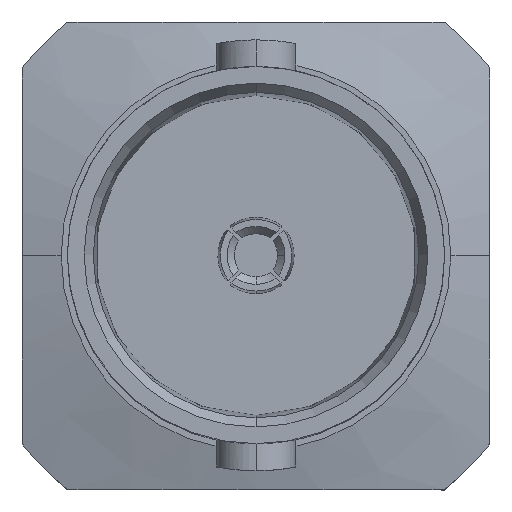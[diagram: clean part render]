
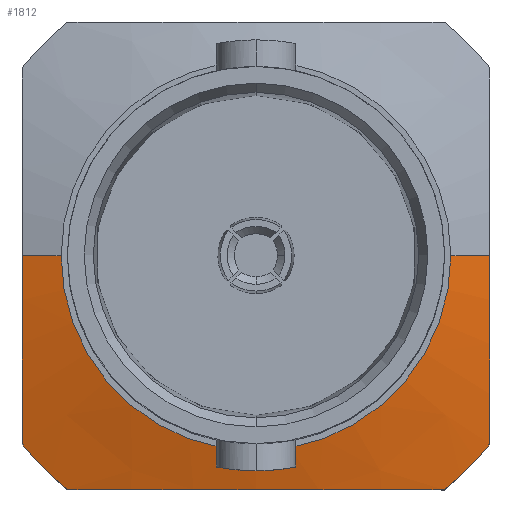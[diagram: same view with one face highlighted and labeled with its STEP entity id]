
A CAD part, top view. The second image highlights one B-rep face of the part: STEP entity #1812.
In plain terms, the highlighted conical face has half-angle 75 degrees and reference radius 7.7 mm.
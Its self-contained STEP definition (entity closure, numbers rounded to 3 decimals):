
#32 = CARTESIAN_POINT ( 'NONE',  ( -5., 0., -11.3 ) ) ;
#88 = FACE_OUTER_BOUND ( 'NONE', #3291, .T. ) ;
#144 = EDGE_CURVE ( 'NONE', #3759, #3987, #4783, .T. ) ;
#224 = CARTESIAN_POINT ( 'NONE',  ( -0.799, -6., -11.568 ) ) ;
#225 = EDGE_CURVE ( 'NONE', #3837, #4902, #4378, .T. ) ;
#301 = VERTEX_POINT ( 'NONE', #1782 ) ;
#702 = CARTESIAN_POINT ( 'NONE',  ( -3.219, -6., -11.774 ) ) ;
#867 = CARTESIAN_POINT ( 'NONE',  ( 6., -4.826, -12.023 ) ) ;
#918 = CARTESIAN_POINT ( 'NONE',  ( 0., 0., -12.023 ) ) ;
#927 = CIRCLE ( 'NONE', #2998, 7.7 ) ;
#1071 = CARTESIAN_POINT ( 'NONE',  ( 0., 0., -11.3 ) ) ;
#1086 = CARTESIAN_POINT ( 'NONE',  ( 5., 0., -11.3 ) ) ;
#1175 = CARTESIAN_POINT ( 'NONE',  ( -4.826, -6., -12.023 ) ) ;
#1192 = VERTEX_POINT ( 'NONE', #32 ) ;
#1410 = EDGE_CURVE ( 'NONE', #1192, #4902, #4259, .T. ) ;
#1412 = DIRECTION ( 'NONE',  ( -1., 0., 0. ) ) ;
#1515 = CARTESIAN_POINT ( 'NONE',  ( 0., 0., -12.023 ) ) ;
#1572 = DIRECTION ( 'NONE',  ( -1., 0., 0. ) ) ;
#1585 = ORIENTED_EDGE ( 'NONE', *, *, #144, .T. ) ;
#1609 = CARTESIAN_POINT ( 'NONE',  ( -6., -4.826, -12.023 ) ) ;
#1663 = DIRECTION ( 'NONE',  ( -1., 0., 0. ) ) ;
#1723 = CARTESIAN_POINT ( 'NONE',  ( -6., -4.027, -11.889 ) ) ;
#1734 = B_SPLINE_CURVE_WITH_KNOTS ( 'NONE', 3,
 ( #2646, #2147, #5025, #5987, #3130, #224, #3625, #702, #4082, #1175 ),
 .UNSPECIFIED., .F., .F.,
 ( 4, 2, 2, 2, 4 ),
 ( 0.007, 0.01, 0.012, 0.015, 0.017 ),
 .UNSPECIFIED. ) ;
#1770 = ORIENTED_EDGE ( 'NONE', *, *, #5801, .F. ) ;
#1782 = CARTESIAN_POINT ( 'NONE',  ( 6., 0., -11.568 ) ) ;
#1812 = ADVANCED_FACE ( 'NONE', ( #88 ), #2050, .T. ) ;
#1900 = CARTESIAN_POINT ( 'NONE',  ( 6., -0.804, -11.568 ) ) ;
#1918 = CARTESIAN_POINT ( 'NONE',  ( 6., -3.221, -11.774 ) ) ;
#2050 = CONICAL_SURFACE ( 'NONE', #5335, 7.7, 1.309 ) ;
#2147 = CARTESIAN_POINT ( 'NONE',  ( 4.025, -6., -11.889 ) ) ;
#2219 = CARTESIAN_POINT ( 'NONE',  ( -6., -3.221, -11.774 ) ) ;
#2223 = AXIS2_PLACEMENT_3D ( 'NONE', #5529, #4566, #1663 ) ;
#2419 = CARTESIAN_POINT ( 'NONE',  ( 6., -4.826, -12.023 ) ) ;
#2646 = CARTESIAN_POINT ( 'NONE',  ( 4.826, -6., -12.023 ) ) ;
#2883 = VECTOR ( 'NONE', #5532, 1000. ) ;
#2998 = AXIS2_PLACEMENT_3D ( 'NONE', #918, #4319, #1412 ) ;
#3039 = LINE ( 'NONE', #4062, #2883 ) ;
#3109 = EDGE_CURVE ( 'NONE', #3759, #4823, #1734, .T. ) ;
#3115 = EDGE_CURVE ( 'NONE', #4256, #301, #3039, .T. ) ;
#3130 = CARTESIAN_POINT ( 'NONE',  ( 0.811, -6., -11.568 ) ) ;
#3202 = CARTESIAN_POINT ( 'NONE',  ( -7.7, 0., -12.023 ) ) ;
#3219 = ORIENTED_EDGE ( 'NONE', *, *, #3569, .F. ) ;
#3291 = EDGE_LOOP ( 'NONE', ( #1770, #5986, #6015, #3802, #4661, #1585, #3219, #5026 ) ) ;
#3569 = EDGE_CURVE ( 'NONE', #301, #3987, #6055, .T. ) ;
#3625 = CARTESIAN_POINT ( 'NONE',  ( -1.605, -6., -11.612 ) ) ;
#3759 = VERTEX_POINT ( 'NONE', #5894 ) ;
#3802 = ORIENTED_EDGE ( 'NONE', *, *, #4033, .T. ) ;
#3837 = VERTEX_POINT ( 'NONE', #1609 ) ;
#3876 = CARTESIAN_POINT ( 'NONE',  ( -4.826, -6., -12.023 ) ) ;
#3929 = CIRCLE ( 'NONE', #6219, 5. ) ;
#3987 = VERTEX_POINT ( 'NONE', #867 ) ;
#4033 = EDGE_CURVE ( 'NONE', #3837, #4823, #927, .T. ) ;
#4062 = CARTESIAN_POINT ( 'NONE',  ( 7.7, 0., -12.023 ) ) ;
#4082 = CARTESIAN_POINT ( 'NONE',  ( -4.026, -6., -11.889 ) ) ;
#4256 = VERTEX_POINT ( 'NONE', #1086 ) ;
#4259 = LINE ( 'NONE', #3202, #5541 ) ;
#4319 = DIRECTION ( 'NONE',  ( 0., 0., 1. ) ) ;
#4371 = DIRECTION ( 'NONE',  ( 0., 0., -1. ) ) ;
#4378 = B_SPLINE_CURVE_WITH_KNOTS ( 'NONE', 3,
 ( #4615, #1723, #2219, #5108, #5003, #5086 ),
 .UNSPECIFIED., .F., .F.,
 ( 4, 2, 4 ),
 ( 0.02, 0.023, 0.025 ),
 .UNSPECIFIED. ) ;
#4477 = DIRECTION ( 'NONE',  ( 0., 0., 1. ) ) ;
#4566 = DIRECTION ( 'NONE',  ( 0., 0., 1. ) ) ;
#4615 = CARTESIAN_POINT ( 'NONE',  ( -6., -4.826, -12.023 ) ) ;
#4661 = ORIENTED_EDGE ( 'NONE', *, *, #3109, .F. ) ;
#4783 = CIRCLE ( 'NONE', #2223, 7.7 ) ;
#4808 = CARTESIAN_POINT ( 'NONE',  ( 6., -1.609, -11.613 ) ) ;
#4823 = VERTEX_POINT ( 'NONE', #3876 ) ;
#4902 = VERTEX_POINT ( 'NONE', #4917 ) ;
#4917 = CARTESIAN_POINT ( 'NONE',  ( -6., 0., -11.568 ) ) ;
#5003 = CARTESIAN_POINT ( 'NONE',  ( -6., -0.804, -11.568 ) ) ;
#5025 = CARTESIAN_POINT ( 'NONE',  ( 3.222, -6., -11.774 ) ) ;
#5026 = ORIENTED_EDGE ( 'NONE', *, *, #3115, .F. ) ;
#5086 = CARTESIAN_POINT ( 'NONE',  ( -6., 0., -11.568 ) ) ;
#5093 = DIRECTION ( 'NONE',  ( -0.966, 0., -0.259 ) ) ;
#5108 = CARTESIAN_POINT ( 'NONE',  ( -6., -1.609, -11.613 ) ) ;
#5264 = CARTESIAN_POINT ( 'NONE',  ( 6., 0., -11.568 ) ) ;
#5289 = CARTESIAN_POINT ( 'NONE',  ( 6., -4.027, -11.889 ) ) ;
#5335 = AXIS2_PLACEMENT_3D ( 'NONE', #1515, #4371, #5823 ) ;
#5529 = CARTESIAN_POINT ( 'NONE',  ( 0., 0., -12.023 ) ) ;
#5532 = DIRECTION ( 'NONE',  ( 0.966, 0., -0.259 ) ) ;
#5541 = VECTOR ( 'NONE', #5093, 1000. ) ;
#5801 = EDGE_CURVE ( 'NONE', #1192, #4256, #3929, .T. ) ;
#5823 = DIRECTION ( 'NONE',  ( 1., 0., 0. ) ) ;
#5894 = CARTESIAN_POINT ( 'NONE',  ( 4.826, -6., -12.023 ) ) ;
#5986 = ORIENTED_EDGE ( 'NONE', *, *, #1410, .T. ) ;
#5987 = CARTESIAN_POINT ( 'NONE',  ( 1.615, -6., -11.613 ) ) ;
#6015 = ORIENTED_EDGE ( 'NONE', *, *, #225, .F. ) ;
#6055 = B_SPLINE_CURVE_WITH_KNOTS ( 'NONE', 3,
 ( #5264, #1900, #4808, #1918, #5289, #2419 ),
 .UNSPECIFIED., .F., .F.,
 ( 4, 2, 4 ),
 ( 0.012, 0.015, 0.017 ),
 .UNSPECIFIED. ) ;
#6219 = AXIS2_PLACEMENT_3D ( 'NONE', #1071, #4477, #1572 ) ;
